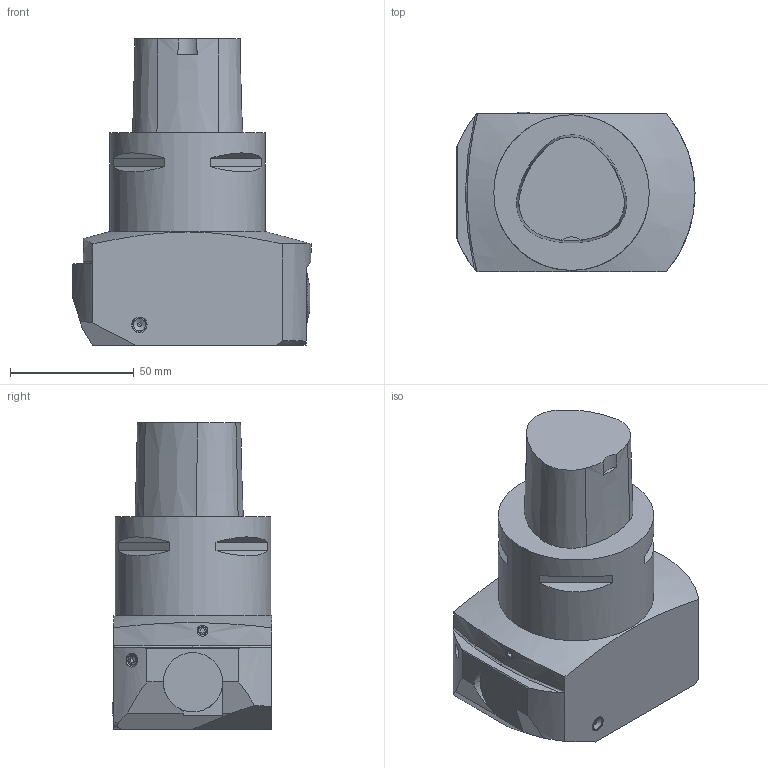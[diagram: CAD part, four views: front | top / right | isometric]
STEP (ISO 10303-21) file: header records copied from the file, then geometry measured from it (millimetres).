
FILE_DESCRIPTION(/* description */ (''),/* implementation_level */ '2;1');
FILE_NAME(/* name */ '1694595570221.stp',/* time_stamp */ '2023-09-13T10:59:35+02:00',/* author */ (''),/* organization */ ('SMS'),/* preprocessor_version */ 'ST-DEVELOPER v16.7',/* originating_system */ 'SIEMENS PLM Software NX 12.0',/* authorisation */ '');
FILE_SCHEMA (('AUTOMOTIVE_DESIGN { 1 0 10303 214 3 1 1 1 }'));
Length unit declared in the file: millimetre
Products named in the file (1): 111166384mod000_02
Bounding box: 96.39 x 64.74 x 124 mm (x, y, z)
Volume: 430361.9 mm3; surface area: 50675.1 mm2
Topology: 2 solids, 2 shells, 330 faces, 920 edges, 616 vertices
Faces by surface type: plane 283, cylinder 23, cone 19, sphere 3, torus 2
Full cylindrical faces by diameter (mm): 1.5 x1, 3.3 x1, 3.6 x1, 4.1 x1, 4.2 x1, 4.4 x1, 4.7 x1, 5.05 x1, 5.4 x1, 6 x1, 6.25 x1, 8 x1, 8.018 x1, 8.5 x1, 9.5 x1, 24 x2, 63 x1
Entity records: 10466 total; most frequent: CARTESIAN_POINT 2175, ORIENTED_EDGE 1738, DIRECTION 1607, EDGE_CURVE 869, LINE 643, VECTOR 643, VERTEX_POINT 594, AXIS2_PLACEMENT_3D 482
